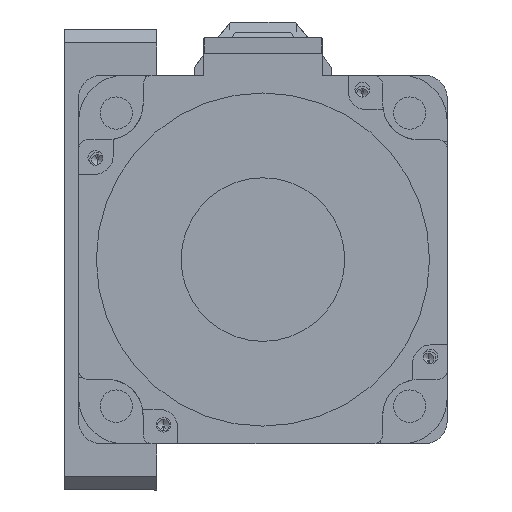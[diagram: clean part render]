
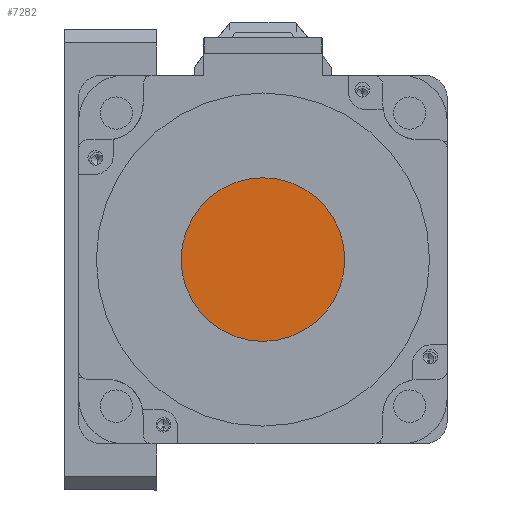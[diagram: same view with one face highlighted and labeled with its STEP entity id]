
A CAD part, front view. The second image highlights one B-rep face of the part: STEP entity #7282.
In plain terms, the highlighted planar face has unit normal (0, -1, 0).
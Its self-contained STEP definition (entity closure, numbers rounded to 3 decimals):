
#2928 = ORIENTED_EDGE ( 'NONE', *, *, #29724, .T. ) ;
#4784 = DIRECTION ( 'NONE',  ( 0., 0., -1. ) ) ;
#5505 = DIRECTION ( 'NONE',  ( 0., 0., -1. ) ) ;
#7282 = ADVANCED_FACE ( 'NONE', ( #8460 ), #20867, .T. ) ;
#7873 = VERTEX_POINT ( 'NONE', #38617 ) ;
#8239 = AXIS2_PLACEMENT_3D ( 'NONE', #20163, #32239, #17515 ) ;
#8460 = FACE_OUTER_BOUND ( 'NONE', #33406, .T. ) ;
#11606 = DIRECTION ( 'NONE',  ( 0., -1., 0. ) ) ;
#14188 = EDGE_CURVE ( 'NONE', #7873, #19995, #34924, .T. ) ;
#14437 = CARTESIAN_POINT ( 'NONE',  ( 0., 0.5, 0. ) ) ;
#16014 = CIRCLE ( 'NONE', #8239, 17.75 ) ;
#16870 = AXIS2_PLACEMENT_3D ( 'NONE', #23109, #33352, #4784 ) ;
#17515 = DIRECTION ( 'NONE',  ( 0., 0., -1. ) ) ;
#19995 = VERTEX_POINT ( 'NONE', #37627 ) ;
#20163 = CARTESIAN_POINT ( 'NONE',  ( 0., 0.5, 0. ) ) ;
#20867 = PLANE ( 'NONE',  #16870 ) ;
#23109 = CARTESIAN_POINT ( 'NONE',  ( 0., 0.5, 0. ) ) ;
#29724 = EDGE_CURVE ( 'NONE', #19995, #7873, #16014, .T. ) ;
#32239 = DIRECTION ( 'NONE',  ( 0., -1., 0. ) ) ;
#33352 = DIRECTION ( 'NONE',  ( 0., -1., 0. ) ) ;
#33406 = EDGE_LOOP ( 'NONE', ( #2928, #39490 ) ) ;
#34924 = CIRCLE ( 'NONE', #40133, 17.75 ) ;
#37627 = CARTESIAN_POINT ( 'NONE',  ( 0., 0.5, -17.75 ) ) ;
#38617 = CARTESIAN_POINT ( 'NONE',  ( 0., 0.5, 17.75 ) ) ;
#39490 = ORIENTED_EDGE ( 'NONE', *, *, #14188, .T. ) ;
#40133 = AXIS2_PLACEMENT_3D ( 'NONE', #14437, #11606, #5505 ) ;
